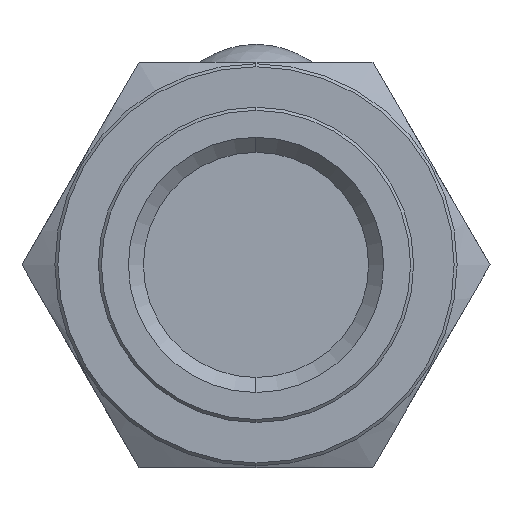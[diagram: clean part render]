
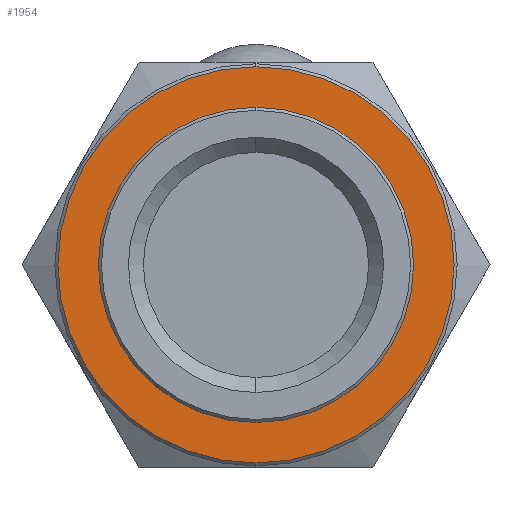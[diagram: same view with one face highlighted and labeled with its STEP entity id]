
A CAD part, front view. The second image highlights one B-rep face of the part: STEP entity #1954.
In plain terms, the highlighted planar face has unit normal (0, -1, 0).
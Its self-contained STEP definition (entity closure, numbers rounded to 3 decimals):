
#234 = CARTESIAN_POINT ( 'NONE',  ( 0., 10.5, -10.5 ) ) ;
#239 = CARTESIAN_POINT ( 'NONE',  ( 0., 10.5, -13.2 ) ) ;
#251 = CARTESIAN_POINT ( 'NONE',  ( 0., 10.5, 13.2 ) ) ;
#272 = FACE_OUTER_BOUND ( 'NONE', #2936, .T. ) ;
#273 = FACE_BOUND ( 'NONE', #2945, .T. ) ;
#484 = CARTESIAN_POINT ( 'NONE',  ( 0., 10.5, 0. ) ) ;
#485 = DIRECTION ( 'NONE',  ( 0., -1., 0. ) ) ;
#486 = DIRECTION ( 'NONE',  ( 0., 0., -1. ) ) ;
#683 = CARTESIAN_POINT ( 'NONE',  ( 0., 10.5, 0. ) ) ;
#684 = DIRECTION ( 'NONE',  ( 0., -1., 0. ) ) ;
#685 = DIRECTION ( 'NONE',  ( 0., 0., -1. ) ) ;
#948 = CIRCLE ( 'NONE', #1115, 13.2 ) ;
#970 = AXIS2_PLACEMENT_3D ( 'NONE', #484, #485, #486 ) ;
#971 = CIRCLE ( 'NONE', #970, 13.2 ) ;
#1100 = AXIS2_PLACEMENT_3D ( 'NONE', #2175, #2176, #2177 ) ;
#1115 = AXIS2_PLACEMENT_3D ( 'NONE', #683, #684, #685 ) ;
#1272 = CARTESIAN_POINT ( 'NONE',  ( 0., 10.5, 0. ) ) ;
#1273 = DIRECTION ( 'NONE',  ( 0., -1., 0. ) ) ;
#1274 = DIRECTION ( 'NONE',  ( 0., 0., -1. ) ) ;
#1380 = CARTESIAN_POINT ( 'NONE',  ( 0., 10.5, 0. ) ) ;
#1381 = DIRECTION ( 'NONE',  ( 0., -1., 0. ) ) ;
#1382 = DIRECTION ( 'NONE',  ( 0., 0., -1. ) ) ;
#1518 = VERTEX_POINT ( 'NONE', #251 ) ;
#1524 = VERTEX_POINT ( 'NONE', #239 ) ;
#1534 = VERTEX_POINT ( 'NONE', #234 ) ;
#1545 = VERTEX_POINT ( 'NONE', #3184 ) ;
#1830 = EDGE_CURVE ( 'NONE', #1545, #1534, #2857, .T. ) ;
#1892 = EDGE_CURVE ( 'NONE', #1534, #1545, #2898, .T. ) ;
#1914 = EDGE_CURVE ( 'NONE', #1524, #1518, #948, .T. ) ;
#1954 = ADVANCED_FACE ( 'NONE', ( #272, #273 ), #2174, .T. ) ;
#2174 = PLANE ( 'NONE',  #1100 ) ;
#2175 = CARTESIAN_POINT ( 'NONE',  ( 13.2, 10.5, 0. ) ) ;
#2176 = DIRECTION ( 'NONE',  ( 0., -1., 0. ) ) ;
#2177 = DIRECTION ( 'NONE',  ( 0., 0., -1. ) ) ;
#2779 = ORIENTED_EDGE ( 'NONE', *, *, #1914, .T. ) ;
#2780 = ORIENTED_EDGE ( 'NONE', *, *, #1830, .F. ) ;
#2796 = ORIENTED_EDGE ( 'NONE', *, *, #1892, .F. ) ;
#2798 = ORIENTED_EDGE ( 'NONE', *, *, #3004, .T. ) ;
#2852 = AXIS2_PLACEMENT_3D ( 'NONE', #1380, #1381, #1382 ) ;
#2857 = CIRCLE ( 'NONE', #2852, 10.5 ) ;
#2898 = CIRCLE ( 'NONE', #2909, 10.5 ) ;
#2909 = AXIS2_PLACEMENT_3D ( 'NONE', #1272, #1273, #1274 ) ;
#2936 = EDGE_LOOP ( 'NONE', ( #2798, #2779 ) ) ;
#2945 = EDGE_LOOP ( 'NONE', ( #2796, #2780 ) ) ;
#3004 = EDGE_CURVE ( 'NONE', #1518, #1524, #971, .T. ) ;
#3184 = CARTESIAN_POINT ( 'NONE',  ( 0., 10.5, 10.5 ) ) ;
